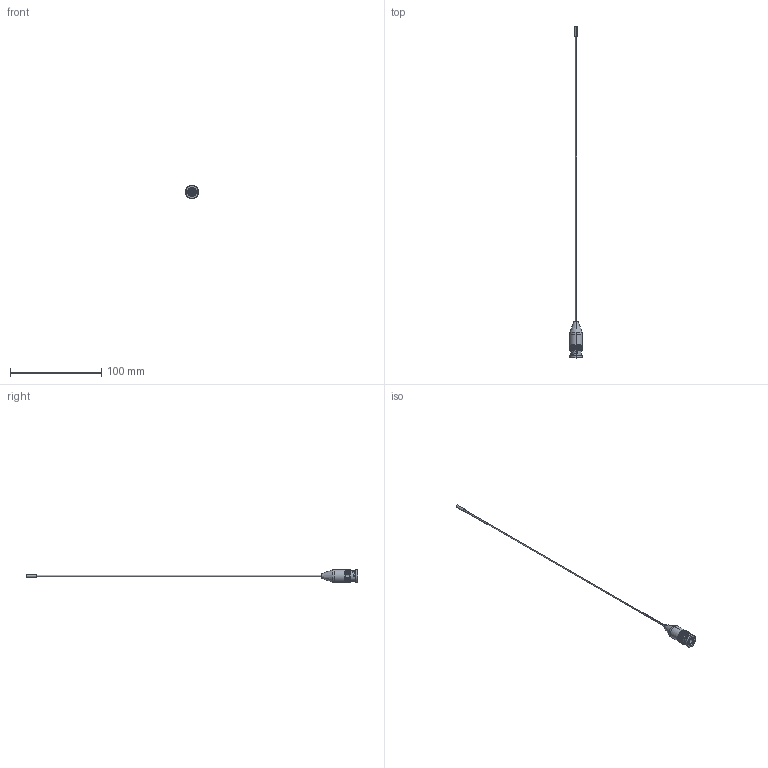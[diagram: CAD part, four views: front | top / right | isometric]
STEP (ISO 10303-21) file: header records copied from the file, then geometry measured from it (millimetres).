
FILE_DESCRIPTION (( 'STEP AP214' ), '1' );
FILE_NAME ('FMANRBD1075_3D.step', '2025-03-19T23:29:44', ( '' ), ( '' ), 'SwSTEP 2.0', 'SolidWorks 2022', '' );
FILE_SCHEMA (( 'AUTOMOTIVE_DESIGN' ));
Length unit declared in the file: inch
Products named in the file (1): FMANRBD1075_3D
Bounding box: 14.48 x 363.2 x 14.48 mm (x, y, z)
Volume: 4956.9 mm3; surface area: 5167.7 mm2
Topology: 2 solids, 2 shells, 354 faces, 1001 edges, 662 vertices
Faces by surface type: plane 189, cylinder 145, cone 8, bspline 8, torus 4
Entity records: 11964 total; most frequent: CARTESIAN_POINT 2546, ORIENTED_EDGE 2002, DIRECTION 1959, EDGE_CURVE 1001, VERTEX_POINT 662, AXIS2_PLACEMENT_3D 661, VECTOR 637, LINE 637
